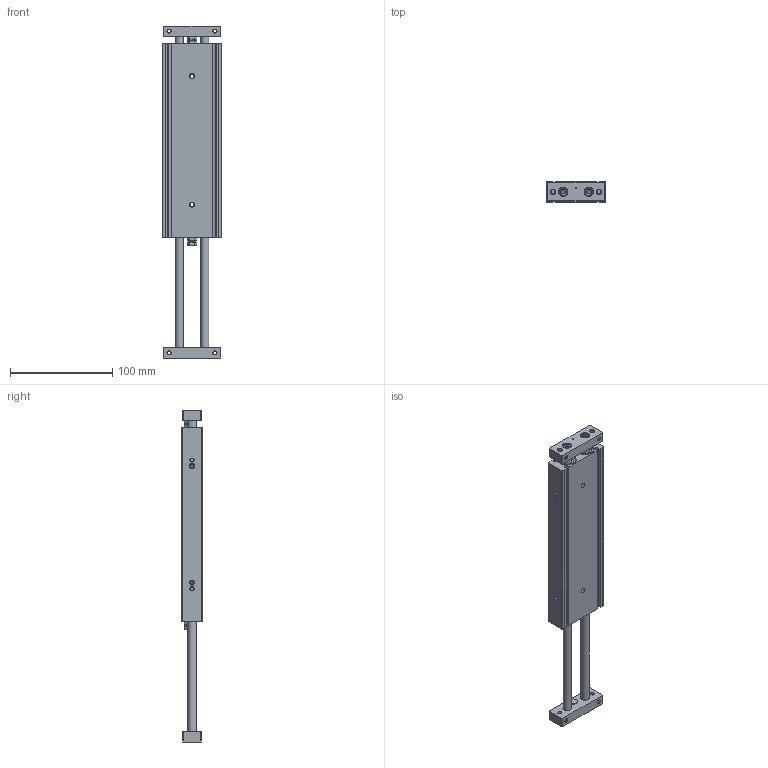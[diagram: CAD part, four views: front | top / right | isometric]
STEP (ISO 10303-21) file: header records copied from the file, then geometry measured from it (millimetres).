
FILE_DESCRIPTION(/* description */ ('STEP AP214'),/* implementation_level */ '2;1');
FILE_NAME(/* name */ '8103433_DGTZ-GF-16-100-J-T-P-A',/* time_stamp */ '2024-08-16T08:47:56+02:00',/* author */ ('License CC BY-ND 4.0'),/* organization */ ('CADENAS'),/* preprocessor_version */ 'ST-DEVELOPER v19.3',/* originating_system */ 'PARTsolutions',/* authorisation */ ' ');
FILE_SCHEMA (('AUTOMOTIVE_DESIGN {1 0 10303 214 3 1 1}'));
Length unit declared in the file: millimetre
Products named in the file (6): 8103433 DGTZ-GF-16-100-J-T-P-A-100---(high0); 8150887 DGTZ-GF-16-J-T-100---(high_z); 8150887 DGTZ-GF-16-J-T-100---(high_k); DIN-439-B - M5(F); Hexagon bolt DIN 933 - M5x18; ISO-4026 M5x5
Assembly tree (8 placements, depth 2):
  8103433 DGTZ-GF-16-100-J-T-P-A-100---(high0)
    8150887 DGTZ-GF-16-J-T-100---(high_z)
    8150887 DGTZ-GF-16-J-T-100---(high_k)
    DIN-439-B - M5(F)  x2
    Hexagon bolt DIN 933 - M5x18  x2
    ISO-4026 M5x5  x2
Bounding box: 58 x 20 x 325 mm (x, y, z)
Volume: 208265 mm3; surface area: 81338.2 mm2
Topology: 8 solids, 8 shells, 385 faces, 858 edges, 537 vertices
Faces by surface type: plane 154, cylinder 145, cone 77, torus 9
Full cylindrical faces by diameter (mm): 1 x2, 3.242 x12, 4.134 x14, 4.3 x2, 4.917 x1, 5 x4, 6.88 x2, 8 x13, 9 x3, 13.6 x4, 16 x4, 17 x4
Entity records: 9870 total; most frequent: CARTESIAN_POINT 1660, DIRECTION 1598, ORIENTED_EDGE 1230, AXIS2_PLACEMENT_3D 684, EDGE_CURVE 615, FACE_BOUND 529, EDGE_LOOP 528, VERTEX_POINT 462
